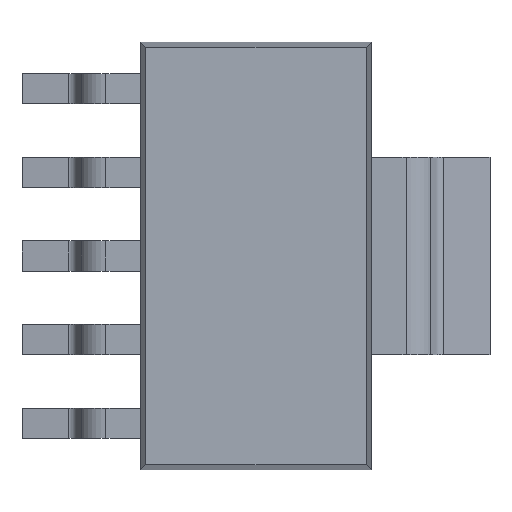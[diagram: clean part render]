
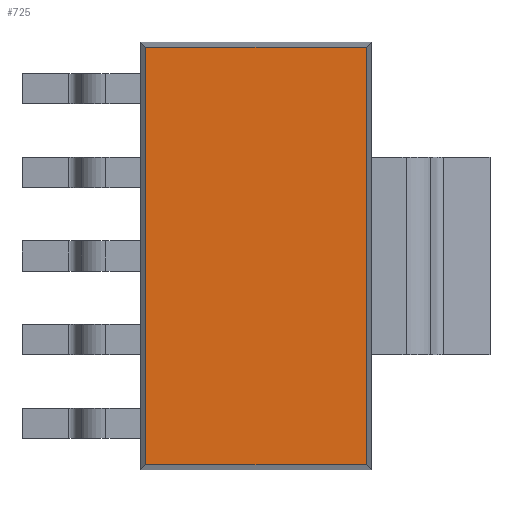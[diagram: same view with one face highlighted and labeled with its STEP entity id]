
A CAD part, top view. The second image highlights one B-rep face of the part: STEP entity #725.
In plain terms, the highlighted face is planar.
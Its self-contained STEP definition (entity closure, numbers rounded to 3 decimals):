
#75=FACE_OUTER_BOUND('',#117,.T.);
#117=EDGE_LOOP('',(#491,#492,#493,#494));
#159=LINE('',#1100,#243);
#160=LINE('',#1102,#244);
#161=LINE('',#1104,#245);
#162=LINE('',#1105,#246);
#243=VECTOR('',#879,3.344);
#244=VECTOR('',#880,6.344);
#245=VECTOR('',#881,3.344);
#246=VECTOR('',#882,6.344);
#327=VERTEX_POINT('',#1098);
#328=VERTEX_POINT('',#1099);
#329=VERTEX_POINT('',#1101);
#330=VERTEX_POINT('',#1103);
#391=EDGE_CURVE('',#327,#328,#159,.T.);
#392=EDGE_CURVE('',#328,#329,#160,.T.);
#393=EDGE_CURVE('',#329,#330,#161,.T.);
#394=EDGE_CURVE('',#330,#327,#162,.T.);
#491=ORIENTED_EDGE('',*,*,#391,.T.);
#492=ORIENTED_EDGE('',*,*,#392,.T.);
#493=ORIENTED_EDGE('',*,*,#393,.T.);
#494=ORIENTED_EDGE('',*,*,#394,.T.);
#691=PLANE('',#806);
#725=ADVANCED_FACE('',(#75),#691,.T.);
#806=AXIS2_PLACEMENT_3D('',#1097,#877,#878);
#877=DIRECTION('center_axis',(0.,1.,0.));
#878=DIRECTION('ref_axis',(1.,0.,0.));
#879=DIRECTION('',(0.,0.,1.));
#880=DIRECTION('',(1.,0.,0.));
#881=DIRECTION('',(0.,0.,-1.));
#882=DIRECTION('',(-1.,0.,0.));
#1097=CARTESIAN_POINT('Origin',(0.,0.89,0.));
#1098=CARTESIAN_POINT('',(-3.172,0.89,-1.672));
#1099=CARTESIAN_POINT('',(-3.172,0.89,1.672));
#1100=CARTESIAN_POINT('',(-3.172,0.89,-1.672));
#1101=CARTESIAN_POINT('',(3.172,0.89,1.672));
#1102=CARTESIAN_POINT('',(-3.172,0.89,1.672));
#1103=CARTESIAN_POINT('',(3.172,0.89,-1.672));
#1104=CARTESIAN_POINT('',(3.172,0.89,1.672));
#1105=CARTESIAN_POINT('',(3.172,0.89,-1.672));
